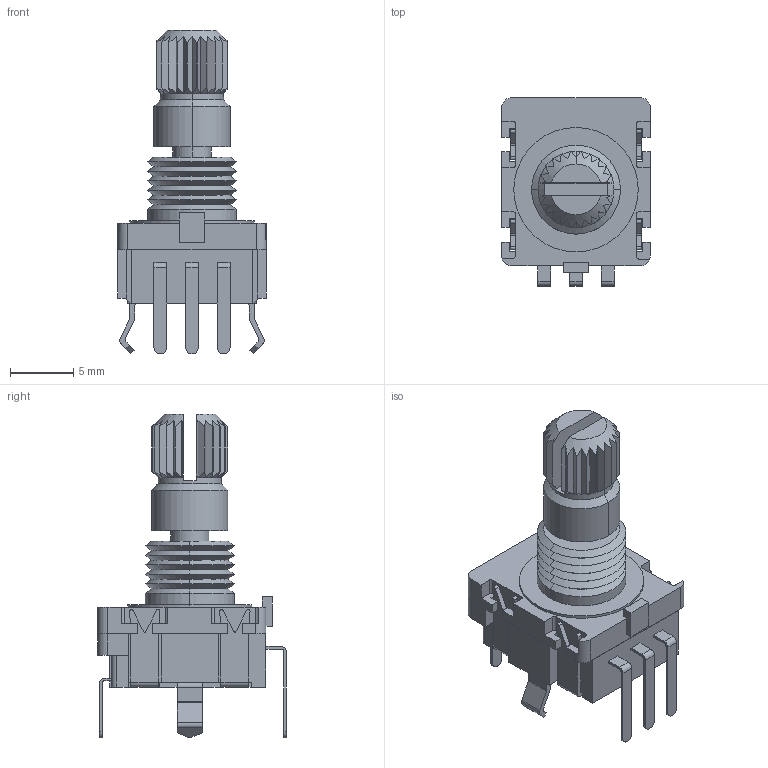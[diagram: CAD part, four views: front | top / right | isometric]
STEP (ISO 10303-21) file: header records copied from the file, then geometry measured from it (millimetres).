
FILE_DESCRIPTION (( 'STEP AP214' ), '1' );
FILE_NAME ('Same_Sky_ACZ11BR1E-15KQD1-20C.step', '2025-09-05T22:04:58', ( '' ), ( '' ), 'SwSTEP 2.0', 'SolidWorks 2025', '' );
FILE_SCHEMA (( 'AUTOMOTIVE_DESIGN' ));
Length unit declared in the file: millimetre
Products named in the file (1): Same_Sky_ACZ11BR1E-15KQD1-20C
Bounding box: 11.7 x 14.85 x 25.5 mm (x, y, z)
Volume: 1268.5 mm3; surface area: 1798.5 mm2
Topology: 3 solids, 3 shells, 413 faces, 1121 edges, 723 vertices
Faces by surface type: plane 258, cylinder 104, cone 51
Entity records: 13027 total; most frequent: CARTESIAN_POINT 2546, ORIENTED_EDGE 2242, DIRECTION 2112, EDGE_CURVE 1121, VECTOR 766, LINE 766, VERTEX_POINT 723, AXIS2_PLACEMENT_3D 673
